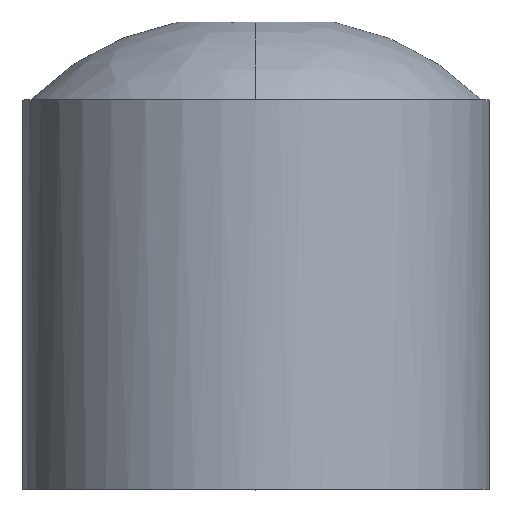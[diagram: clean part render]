
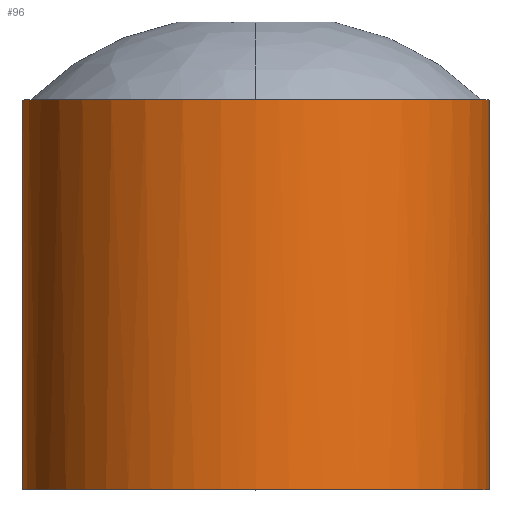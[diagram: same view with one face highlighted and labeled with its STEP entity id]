
A CAD part, top view. The second image highlights one B-rep face of the part: STEP entity #96.
In plain terms, the highlighted face is a revolution surface.
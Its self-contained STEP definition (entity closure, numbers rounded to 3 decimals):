
#96 = ADVANCED_FACE( '', ( #115, #116 ), #117, .F. );
#115 = FACE_OUTER_BOUND( '', #209, .T. );
#116 = FACE_OUTER_BOUND( '', #210, .T. );
#117 = SURFACE_OF_REVOLUTION( '', #211, #212 );
#209 = EDGE_LOOP( '', ( #265, #266 ) );
#210 = EDGE_LOOP( '', ( #267, #268 ) );
#211 = B_SPLINE_CURVE_WITH_KNOTS( '', 1, ( #269, #270 ), .UNSPECIFIED., .F., .F., ( 2, 2 ), ( 0., 1. ), .UNSPECIFIED. );
#212 = AXIS1_PLACEMENT( '', #271, #272 );
#265 = ORIENTED_EDGE( '', *, *, #282, .T. );
#266 = ORIENTED_EDGE( '', *, *, #281, .T. );
#267 = ORIENTED_EDGE( '', *, *, #291, .T. );
#268 = ORIENTED_EDGE( '', *, *, #290, .T. );
#269 = CARTESIAN_POINT( '', ( 0., -3., 1.5 ) );
#270 = CARTESIAN_POINT( '', ( 0., -0.5, 1.5 ) );
#271 = CARTESIAN_POINT( '', ( 0., 0., 0. ) );
#272 = DIRECTION( '', ( 0., -1., 0. ) );
#281 = EDGE_CURVE( '', #301, #302, #303, .T. );
#282 = EDGE_CURVE( '', #302, #301, #304, .T. );
#290 = EDGE_CURVE( '', #316, #317, #318, .T. );
#291 = EDGE_CURVE( '', #317, #316, #319, .T. );
#301 = VERTEX_POINT( '', #359 );
#302 = VERTEX_POINT( '', #360 );
#303 = ( BOUNDED_CURVE(  )B_SPLINE_CURVE( 3, ( #363, #364, #365, #366 ), .UNSPECIFIED., .F., .F. )B_SPLINE_CURVE_WITH_KNOTS( ( 4, 4 ), ( 0., 3.142 ), .UNSPECIFIED. )CURVE(  )GEOMETRIC_REPRESENTATION_ITEM(  )RATIONAL_B_SPLINE_CURVE( ( 1., 0.333, 0.333, 1. ) )REPRESENTATION_ITEM( '' ) );
#304 = ( BOUNDED_CURVE(  )B_SPLINE_CURVE( 3, ( #374, #375, #376, #377, #378, #379, #380 ), .UNSPECIFIED., .F., .F. )B_SPLINE_CURVE_WITH_KNOTS( ( 4, 3, 4 ), ( 0., 1.571, 3.142 ), .UNSPECIFIED. )CURVE(  )GEOMETRIC_REPRESENTATION_ITEM(  )RATIONAL_B_SPLINE_CURVE( ( 1., 0.805, 0.805, 1., 0.805, 0.805, 1. ) )REPRESENTATION_ITEM( '' ) );
#316 = VERTEX_POINT( '', #470 );
#317 = VERTEX_POINT( '', #471 );
#318 = ( BOUNDED_CURVE(  )B_SPLINE_CURVE( 3, ( #474, #475, #476, #477 ), .UNSPECIFIED., .F., .F. )B_SPLINE_CURVE_WITH_KNOTS( ( 4, 4 ), ( 0., 3.142 ), .UNSPECIFIED. )CURVE(  )GEOMETRIC_REPRESENTATION_ITEM(  )RATIONAL_B_SPLINE_CURVE( ( 1., 0.333, 0.333, 1. ) )REPRESENTATION_ITEM( '' ) );
#319 = ( BOUNDED_CURVE(  )B_SPLINE_CURVE( 3, ( #485, #486, #487, #488, #489, #490, #491 ), .UNSPECIFIED., .F., .F. )B_SPLINE_CURVE_WITH_KNOTS( ( 4, 3, 4 ), ( 0., 1.571, 3.142 ), .UNSPECIFIED. )CURVE(  )GEOMETRIC_REPRESENTATION_ITEM(  )RATIONAL_B_SPLINE_CURVE( ( 1., 0.805, 0.805, 1., 0.805, 0.805, 1. ) )REPRESENTATION_ITEM( '' ) );
#359 = CARTESIAN_POINT( '', ( 0., -3., -1.5 ) );
#360 = CARTESIAN_POINT( '', ( 0., -3., 1.5 ) );
#363 = CARTESIAN_POINT( '', ( 0., -3., -1.5 ) );
#364 = CARTESIAN_POINT( '', ( -3., -3., -1.5 ) );
#365 = CARTESIAN_POINT( '', ( -3., -3., 1.5 ) );
#366 = CARTESIAN_POINT( '', ( 0., -3., 1.5 ) );
#374 = CARTESIAN_POINT( '', ( 0., -3., 1.5 ) );
#375 = CARTESIAN_POINT( '', ( 0.879, -3., 1.5 ) );
#376 = CARTESIAN_POINT( '', ( 1.5, -3., 0.879 ) );
#377 = CARTESIAN_POINT( '', ( 1.5, -3., 0. ) );
#378 = CARTESIAN_POINT( '', ( 1.5, -3., -0.879 ) );
#379 = CARTESIAN_POINT( '', ( 0.879, -3., -1.5 ) );
#380 = CARTESIAN_POINT( '', ( 0., -3., -1.5 ) );
#470 = CARTESIAN_POINT( '', ( 0., -0.5, 1.5 ) );
#471 = CARTESIAN_POINT( '', ( 0., -0.5, -1.5 ) );
#474 = CARTESIAN_POINT( '', ( 0., -0.5, 1.5 ) );
#475 = CARTESIAN_POINT( '', ( -3., -0.5, 1.5 ) );
#476 = CARTESIAN_POINT( '', ( -3., -0.5, -1.5 ) );
#477 = CARTESIAN_POINT( '', ( 0., -0.5, -1.5 ) );
#485 = CARTESIAN_POINT( '', ( 0., -0.5, -1.5 ) );
#486 = CARTESIAN_POINT( '', ( 0.879, -0.5, -1.5 ) );
#487 = CARTESIAN_POINT( '', ( 1.5, -0.5, -0.879 ) );
#488 = CARTESIAN_POINT( '', ( 1.5, -0.5, 0. ) );
#489 = CARTESIAN_POINT( '', ( 1.5, -0.5, 0.879 ) );
#490 = CARTESIAN_POINT( '', ( 0.879, -0.5, 1.5 ) );
#491 = CARTESIAN_POINT( '', ( 0., -0.5, 1.5 ) );
